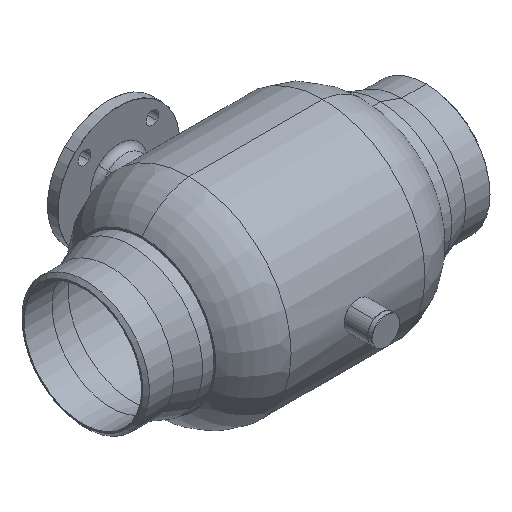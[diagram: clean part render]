
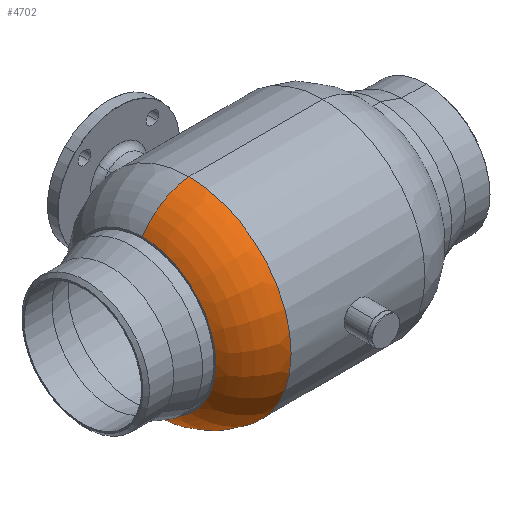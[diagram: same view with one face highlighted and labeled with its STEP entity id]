
A CAD part, isometric view. The second image highlights one B-rep face of the part: STEP entity #4702.
In plain terms, the highlighted toroidal (fillet/blend) face has major radius 69.023 mm and minor radius 107 mm.
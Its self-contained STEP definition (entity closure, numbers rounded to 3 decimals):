
#24 = CIRCLE ( 'NONE', #2802, 107. ) ;
#231 = VERTEX_POINT ( 'NONE', #2468 ) ;
#613 = AXIS2_PLACEMENT_3D ( 'NONE', #1510, #2435, #860 ) ;
#648 = DIRECTION ( 'NONE',  ( -1., 0., 0. ) ) ;
#768 = EDGE_CURVE ( 'NONE', #3933, #4247, #4649, .T. ) ;
#811 = EDGE_CURVE ( 'NONE', #1799, #231, #24, .T. ) ;
#860 = DIRECTION ( 'NONE',  ( 0., 0., 1. ) ) ;
#933 = ORIENTED_EDGE ( 'NONE', *, *, #5994, .F. ) ;
#1214 = DIRECTION ( 'NONE',  ( -1., 0., 0. ) ) ;
#1510 = CARTESIAN_POINT ( 'NONE',  ( -195., 0., 0. ) ) ;
#1799 = VERTEX_POINT ( 'NONE', #2438 ) ;
#1946 = CIRCLE ( 'NONE', #5744, 175.5 ) ;
#2059 = CIRCLE ( 'NONE', #613, 126. ) ;
#2186 = CARTESIAN_POINT ( 'NONE',  ( -115., 0., 175.5 ) ) ;
#2315 = EDGE_LOOP ( 'NONE', ( #4546, #5930, #5963, #933 ) ) ;
#2435 = DIRECTION ( 'NONE',  ( -1., 0., 0. ) ) ;
#2438 = CARTESIAN_POINT ( 'NONE',  ( -115., 0., -175.5 ) ) ;
#2468 = CARTESIAN_POINT ( 'NONE',  ( -195., 0., -126. ) ) ;
#2646 = AXIS2_PLACEMENT_3D ( 'NONE', #3599, #1214, #5568 ) ;
#2802 = AXIS2_PLACEMENT_3D ( 'NONE', #3387, #3449, #5384 ) ;
#3387 = CARTESIAN_POINT ( 'NONE',  ( -104.432, 0., -69.023 ) ) ;
#3449 = DIRECTION ( 'NONE',  ( 0., 1., 0. ) ) ;
#3524 = AXIS2_PLACEMENT_3D ( 'NONE', #5226, #3871, #4410 ) ;
#3599 = CARTESIAN_POINT ( 'NONE',  ( -104.432, 0., 0. ) ) ;
#3871 = DIRECTION ( 'NONE',  ( 0., -1., 0. ) ) ;
#3933 = VERTEX_POINT ( 'NONE', #2186 ) ;
#4247 = VERTEX_POINT ( 'NONE', #4596 ) ;
#4410 = DIRECTION ( 'NONE',  ( 0., 0., -1. ) ) ;
#4546 = ORIENTED_EDGE ( 'NONE', *, *, #811, .F. ) ;
#4596 = CARTESIAN_POINT ( 'NONE',  ( -195., 0., 126. ) ) ;
#4649 = CIRCLE ( 'NONE', #3524, 107. ) ;
#4702 = ADVANCED_FACE ( 'NONE', ( #6014 ), #5442, .T. ) ;
#5167 = CARTESIAN_POINT ( 'NONE',  ( -115., 0., 0. ) ) ;
#5226 = CARTESIAN_POINT ( 'NONE',  ( -104.432, 0., 69.023 ) ) ;
#5356 = EDGE_CURVE ( 'NONE', #1799, #3933, #1946, .T. ) ;
#5384 = DIRECTION ( 'NONE',  ( 0., 0., 1. ) ) ;
#5442 = TOROIDAL_SURFACE ( 'NONE', #2646, 69.023, 107. ) ;
#5568 = DIRECTION ( 'NONE',  ( 0., 0., 1. ) ) ;
#5584 = DIRECTION ( 'NONE',  ( 0., 0., 1. ) ) ;
#5744 = AXIS2_PLACEMENT_3D ( 'NONE', #5167, #648, #5584 ) ;
#5930 = ORIENTED_EDGE ( 'NONE', *, *, #5356, .T. ) ;
#5963 = ORIENTED_EDGE ( 'NONE', *, *, #768, .T. ) ;
#5994 = EDGE_CURVE ( 'NONE', #231, #4247, #2059, .T. ) ;
#6014 = FACE_OUTER_BOUND ( 'NONE', #2315, .T. ) ;
